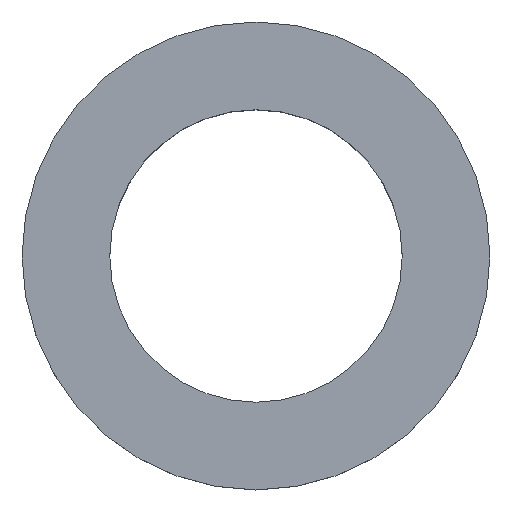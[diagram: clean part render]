
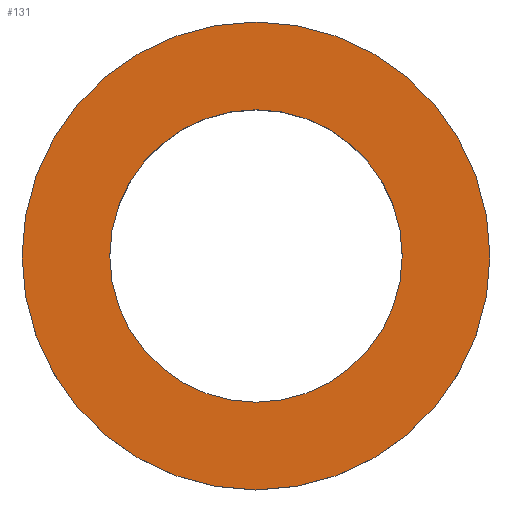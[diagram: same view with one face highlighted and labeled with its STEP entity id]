
A CAD part, top view. The second image highlights one B-rep face of the part: STEP entity #131.
In plain terms, the highlighted planar face has unit normal (0, 0, 1).
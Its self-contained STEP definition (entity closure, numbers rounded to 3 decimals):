
#36=FACE_BOUND('',#241,.T.);
#37=FACE_BOUND('',#242,.T.);
#101=PLANE('',#990);
#131=ADVANCED_FACE('',(#36,#37),#101,.T.);
#241=EDGE_LOOP('',(#397));
#242=EDGE_LOOP('',(#398));
#303=CIRCLE('',#986,4.);
#305=CIRCLE('',#989,2.5);
#397=ORIENTED_EDGE('',*,*,#755,.F.);
#398=ORIENTED_EDGE('',*,*,#753,.F.);
#651=VERTEX_POINT('',#1463);
#653=VERTEX_POINT('',#1468);
#753=EDGE_CURVE('',#651,#651,#303,.T.);
#755=EDGE_CURVE('',#653,#653,#305,.T.);
#986=AXIS2_PLACEMENT_3D('',#1462,#1157,#1158);
#989=AXIS2_PLACEMENT_3D('',#1467,#1163,#1164);
#990=AXIS2_PLACEMENT_3D('',#1469,#1165,#1166);
#1157=DIRECTION('',(0.,0.,-1.));
#1158=DIRECTION('',(-1.,0.,0.));
#1163=DIRECTION('',(0.,0.,1.));
#1164=DIRECTION('',(1.,0.,0.));
#1165=DIRECTION('',(0.,0.,1.));
#1166=DIRECTION('',(1.,0.,0.));
#1462=CARTESIAN_POINT('',(0.,0.,7.));
#1463=CARTESIAN_POINT('',(-4.,0.,7.));
#1467=CARTESIAN_POINT('',(0.,0.,7.));
#1468=CARTESIAN_POINT('',(2.5,0.,7.));
#1469=CARTESIAN_POINT('',(0.,0.,7.));
